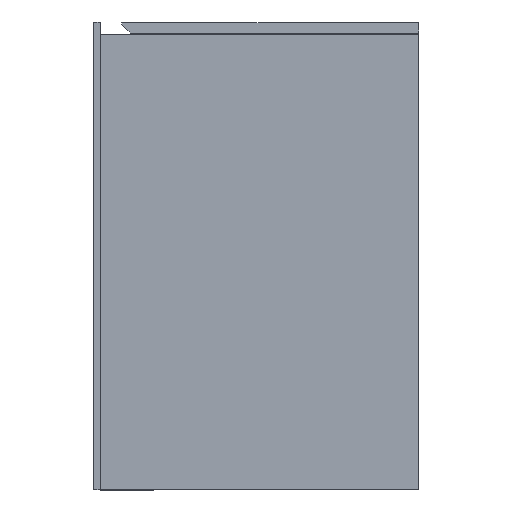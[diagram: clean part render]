
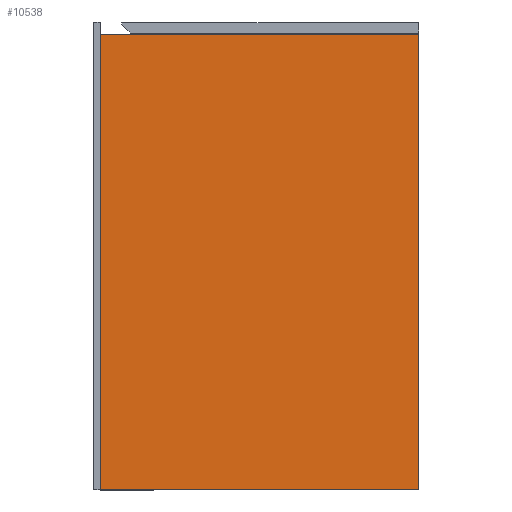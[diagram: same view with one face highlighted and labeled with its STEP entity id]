
A CAD part, left-side view. The second image highlights one B-rep face of the part: STEP entity #10538.
In plain terms, the highlighted planar face has unit normal (-1, 0, 0).
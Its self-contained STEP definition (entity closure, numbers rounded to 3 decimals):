
#370 = CARTESIAN_POINT ( 'NONE',  ( 2., 909.337, -550. ) ) ;
#403 = CARTESIAN_POINT ( 'NONE',  ( 2., 909.337, -550. ) ) ;
#1432 = VECTOR ( 'NONE', #3094, 1000. ) ;
#1502 = CARTESIAN_POINT ( 'NONE',  ( 2., 374., -550. ) ) ;
#2452 = VERTEX_POINT ( 'NONE', #9145 ) ;
#3094 = DIRECTION ( 'NONE',  ( 0., -1., 0. ) ) ;
#3409 = VERTEX_POINT ( 'NONE', #1502 ) ;
#3565 = ORIENTED_EDGE ( 'NONE', *, *, #4813, .T. ) ;
#4080 = VERTEX_POINT ( 'NONE', #9695 ) ;
#4397 = DIRECTION ( 'NONE',  ( 1., 0., 0. ) ) ;
#4813 = EDGE_CURVE ( 'NONE', #3409, #10016, #6518, .T. ) ;
#4881 = EDGE_CURVE ( 'NONE', #3409, #4080, #8638, .T. ) ;
#5248 = LINE ( 'NONE', #12572, #1432 ) ;
#5298 = LINE ( 'NONE', #9579, #9141 ) ;
#6518 = LINE ( 'NONE', #370, #9113 ) ;
#6579 = DIRECTION ( 'NONE',  ( 0., 0., 1. ) ) ;
#6670 = EDGE_CURVE ( 'NONE', #10016, #2452, #5298, .T. ) ;
#8273 = DIRECTION ( 'NONE',  ( 0., 0., 1. ) ) ;
#8607 = PLANE ( 'NONE',  #11349 ) ;
#8638 = LINE ( 'NONE', #10853, #13310 ) ;
#8885 = FACE_OUTER_BOUND ( 'NONE', #12654, .T. ) ;
#9010 = ORIENTED_EDGE ( 'NONE', *, *, #6670, .T. ) ;
#9113 = VECTOR ( 'NONE', #10655, 1000. ) ;
#9141 = VECTOR ( 'NONE', #8273, 1000. ) ;
#9145 = CARTESIAN_POINT ( 'NONE',  ( 2., 0., -15. ) ) ;
#9579 = CARTESIAN_POINT ( 'NONE',  ( 2., 0., -550. ) ) ;
#9695 = CARTESIAN_POINT ( 'NONE',  ( 2., 374., -15. ) ) ;
#9715 = DIRECTION ( 'NONE',  ( 0., 0., -1. ) ) ;
#10016 = VERTEX_POINT ( 'NONE', #10907 ) ;
#10461 = EDGE_CURVE ( 'NONE', #4080, #2452, #5248, .T. ) ;
#10538 = ADVANCED_FACE ( 'NONE', ( #8885 ), #8607, .F. ) ;
#10655 = DIRECTION ( 'NONE',  ( 0., -1., 0. ) ) ;
#10853 = CARTESIAN_POINT ( 'NONE',  ( 2., 374., -550. ) ) ;
#10907 = CARTESIAN_POINT ( 'NONE',  ( 2., 0., -550. ) ) ;
#11349 = AXIS2_PLACEMENT_3D ( 'NONE', #403, #4397, #9715 ) ;
#12284 = ORIENTED_EDGE ( 'NONE', *, *, #10461, .F. ) ;
#12572 = CARTESIAN_POINT ( 'NONE',  ( 2., 909.337, -15. ) ) ;
#12582 = ORIENTED_EDGE ( 'NONE', *, *, #4881, .F. ) ;
#12654 = EDGE_LOOP ( 'NONE', ( #12582, #3565, #9010, #12284 ) ) ;
#13310 = VECTOR ( 'NONE', #6579, 1000. ) ;
